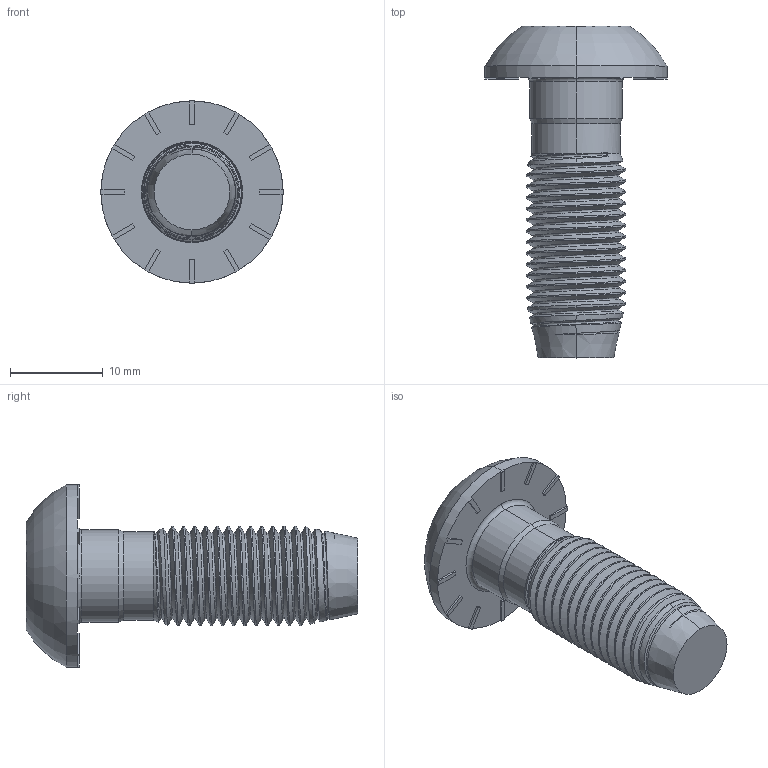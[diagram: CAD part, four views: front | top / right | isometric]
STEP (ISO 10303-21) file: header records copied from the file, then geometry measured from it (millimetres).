
FILE_DESCRIPTION(('STEP AP203'),'1');
FILE_NAME('fath_093s1230t.stp','2021-11-24T07:32:30',('TraceParts'),('TraceParts S.A.'),'Spatial InterOp 3D',' ',' ');
FILE_SCHEMA(('CONFIG_CONTROL_DESIGN'));
Length unit declared in the file: millimetre
Products named in the file (1): 1
Bounding box: 19.6 x 35.7 x 19.6 mm (x, y, z)
Volume: 3362.9 mm3; surface area: 2154.9 mm2
Topology: 1 solids, 1 shells, 137 faces, 385 edges, 252 vertices
Faces by surface type: cylinder 59, plane 53, cone 18, torus 4, bspline 3
Entity records: 8055 total; most frequent: CARTESIAN_POINT 4718, ORIENTED_EDGE 770, DIRECTION 609, EDGE_CURVE 385, VERTEX_POINT 252, AXIS2_PLACEMENT_3D 217, LINE 175, VECTOR 175
